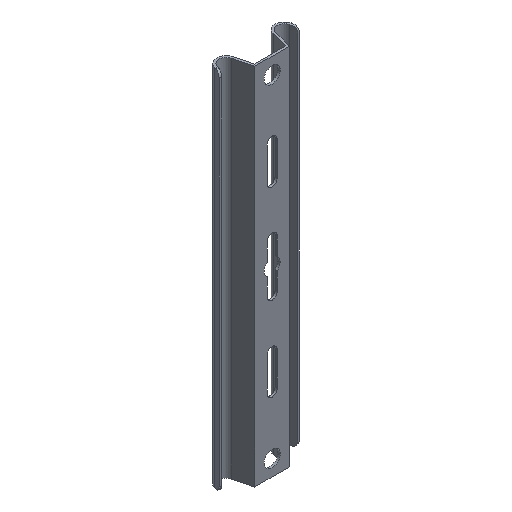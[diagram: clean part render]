
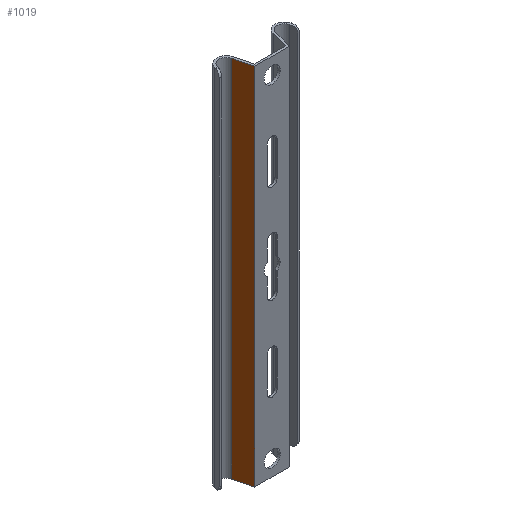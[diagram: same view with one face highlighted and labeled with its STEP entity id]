
A CAD part, isometric view. The second image highlights one B-rep face of the part: STEP entity #1019.
In plain terms, the highlighted planar face has unit normal (-0.971, -0.24, 0).
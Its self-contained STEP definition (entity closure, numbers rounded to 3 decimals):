
#25 = EDGE_CURVE ( 'NONE', #1066, #775, #770, .T. ) ;
#28 = VECTOR ( 'NONE', #424, 1000. ) ;
#34 = VECTOR ( 'NONE', #718, 1000. ) ;
#105 = EDGE_LOOP ( 'NONE', ( #897, #384, #315, #1311 ) ) ;
#158 = CARTESIAN_POINT ( 'NONE',  ( -15.147, 12.702, 125. ) ) ;
#178 = LINE ( 'NONE', #408, #875 ) ;
#315 = ORIENTED_EDGE ( 'NONE', *, *, #525, .F. ) ;
#384 = ORIENTED_EDGE ( 'NONE', *, *, #1088, .F. ) ;
#391 = DIRECTION ( 'NONE',  ( 0.971, 0.24, 0. ) ) ;
#393 = PLANE ( 'NONE',  #568 ) ;
#408 = CARTESIAN_POINT ( 'NONE',  ( -12., 0., 125. ) ) ;
#424 = DIRECTION ( 'NONE',  ( 0.24, -0.971, 0. ) ) ;
#441 = CARTESIAN_POINT ( 'NONE',  ( -15.147, 12.702, 125. ) ) ;
#459 = FACE_OUTER_BOUND ( 'NONE', #105, .T. ) ;
#479 = CARTESIAN_POINT ( 'NONE',  ( -12., 0., 125. ) ) ;
#495 = CARTESIAN_POINT ( 'NONE',  ( -12., 0., -125. ) ) ;
#525 = EDGE_CURVE ( 'NONE', #1066, #1054, #178, .T. ) ;
#568 = AXIS2_PLACEMENT_3D ( 'NONE', #572, #391, #1149 ) ;
#572 = CARTESIAN_POINT ( 'NONE',  ( -12., 0., 125. ) ) ;
#582 = CARTESIAN_POINT ( 'NONE',  ( -15.147, 12.702, -125. ) ) ;
#718 = DIRECTION ( 'NONE',  ( 0., 0., -1. ) ) ;
#760 = LINE ( 'NONE', #1037, #34 ) ;
#770 = LINE ( 'NONE', #441, #1096 ) ;
#775 = VERTEX_POINT ( 'NONE', #582 ) ;
#788 = CARTESIAN_POINT ( 'NONE',  ( -12., 0., -125. ) ) ;
#830 = LINE ( 'NONE', #788, #28 ) ;
#849 = DIRECTION ( 'NONE',  ( 0.24, -0.971, 0. ) ) ;
#875 = VECTOR ( 'NONE', #849, 1000. ) ;
#897 = ORIENTED_EDGE ( 'NONE', *, *, #1070, .T. ) ;
#1019 = ADVANCED_FACE ( 'NONE', ( #459 ), #393, .F. ) ;
#1037 = CARTESIAN_POINT ( 'NONE',  ( -12., 0., 125. ) ) ;
#1054 = VERTEX_POINT ( 'NONE', #479 ) ;
#1066 = VERTEX_POINT ( 'NONE', #158 ) ;
#1070 = EDGE_CURVE ( 'NONE', #775, #1141, #830, .T. ) ;
#1088 = EDGE_CURVE ( 'NONE', #1054, #1141, #760, .T. ) ;
#1096 = VECTOR ( 'NONE', #1155, 1000. ) ;
#1141 = VERTEX_POINT ( 'NONE', #495 ) ;
#1149 = DIRECTION ( 'NONE',  ( -0.24, 0.971, 0. ) ) ;
#1155 = DIRECTION ( 'NONE',  ( 0., 0., -1. ) ) ;
#1311 = ORIENTED_EDGE ( 'NONE', *, *, #25, .T. ) ;
